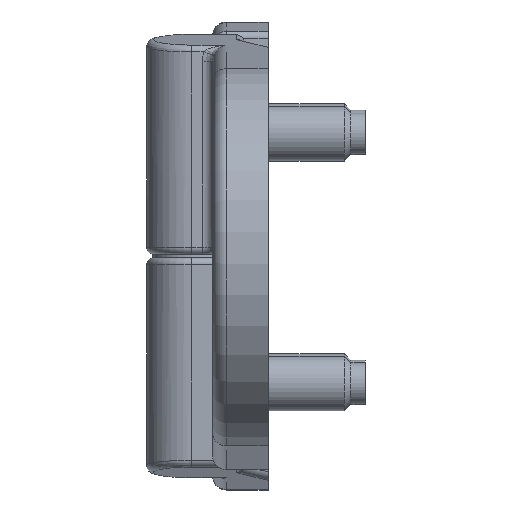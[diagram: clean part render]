
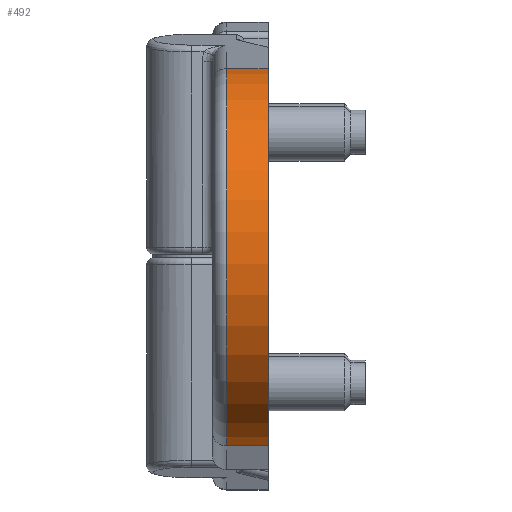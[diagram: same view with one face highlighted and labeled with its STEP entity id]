
A CAD part, left-side view. The second image highlights one B-rep face of the part: STEP entity #492.
In plain terms, the highlighted cylindrical face has radius 27.5 mm (diameter 55 mm), a partial arc.
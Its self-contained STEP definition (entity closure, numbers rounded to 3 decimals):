
#492=ADVANCED_FACE('',(#875),#876,.T.);
#875=FACE_OUTER_BOUND('',#3711,.T.);
#876=CYLINDRICAL_SURFACE('',#3712,27.5);
#3711=EDGE_LOOP('',(#5766,#5767,#5768,#5769));
#3712=AXIS2_PLACEMENT_3D('',#5770,#5771,#5772);
#5766=ORIENTED_EDGE('',*,*,#7755,.F.);
#5767=ORIENTED_EDGE('',*,*,#7662,.T.);
#5768=ORIENTED_EDGE('',*,*,#7658,.T.);
#5769=ORIENTED_EDGE('',*,*,#7587,.F.);
#5770=CARTESIAN_POINT('',(-27.5,101.044,0.));
#5771=DIRECTION('',(0.0,-1.0,0.0));
#5772=DIRECTION('',(-0.139,0.0,0.99));
#7587=EDGE_CURVE('',#8252,#8254,#8255,.T.);
#7658=EDGE_CURVE('',#8364,#8254,#8368,.T.);
#7662=EDGE_CURVE('',#8373,#8364,#8374,.F.);
#7755=EDGE_CURVE('',#8373,#8252,#8514,.T.);
#8252=VERTEX_POINT('',#9882);
#8254=VERTEX_POINT('',#9885);
#8255=CIRCLE('',#9886,27.5);
#8364=VERTEX_POINT('',#10761);
#8368=LINE('',#10767,#10768);
#8373=VERTEX_POINT('',#10786);
#8374=CIRCLE('',#10787,27.5);
#8514=LINE('',#11169,#11170);
#9882=CARTESIAN_POINT('',(-29.709,-11.0,27.411));
#9885=CARTESIAN_POINT('',(-32.932,-11.0,-26.958));
#9886=AXIS2_PLACEMENT_3D('',#13309,#13310,#13311);
#10761=CARTESIAN_POINT('',(-32.932,-5.0,-26.958));
#10767=CARTESIAN_POINT('',(-32.932,101.044,-26.958));
#10768=VECTOR('',#13421,1.0);
#10786=CARTESIAN_POINT('',(-29.709,-5.0,27.411));
#10787=AXIS2_PLACEMENT_3D('',#13428,#13429,#13430);
#11169=CARTESIAN_POINT('',(-29.709,101.044,27.411));
#11170=VECTOR('',#13614,1.0);
#13309=CARTESIAN_POINT('',(-27.5,-11.0,0.));
#13310=DIRECTION('',(0.,-1.0,0.0));
#13311=DIRECTION('',(1.0,0.,0.0));
#13421=DIRECTION('',(0.0,-1.0,0.0));
#13428=CARTESIAN_POINT('',(-27.5,-5.0,0.));
#13429=DIRECTION('',(0.,1.0,0.0));
#13430=DIRECTION('',(-1.0,0.,0.0));
#13614=DIRECTION('',(0.0,-1.0,0.0));
